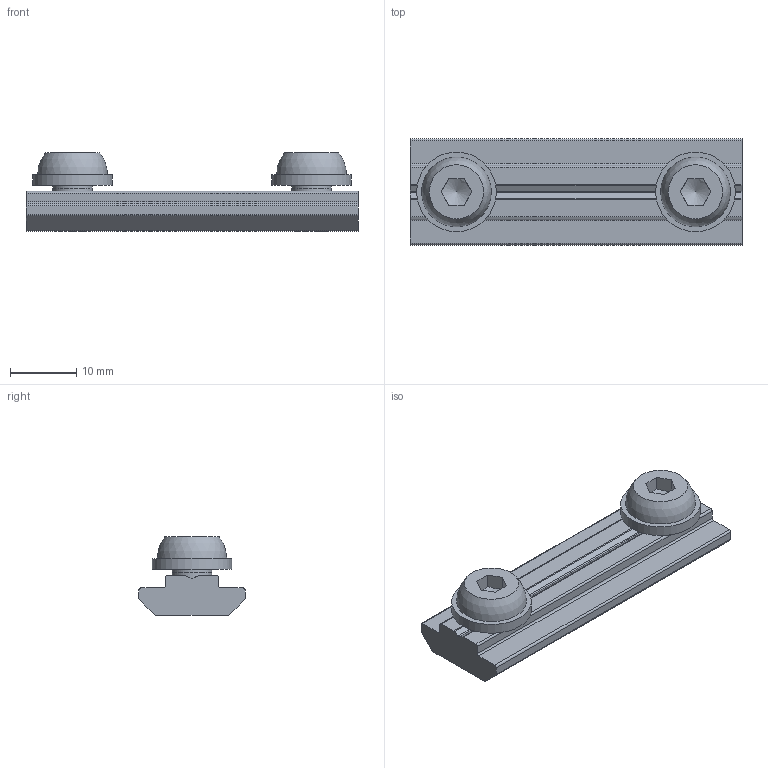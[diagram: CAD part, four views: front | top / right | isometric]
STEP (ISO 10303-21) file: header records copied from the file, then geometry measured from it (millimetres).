
FILE_DESCRIPTION(('STEP AP203'),'1');
FILE_NAME('FIXE08B1104.stp','2023-10-17T07:25:41',(' '),(' '),'Spatial InterOp 3D',' ',' ');
FILE_SCHEMA(('CONFIG_CONTROL_DESIGN'));
Length unit declared in the file: millimetre
Products named in the file (4): Ecrou 8 St double M6-50, acier zingué; Vis BHC - M6x8; Rondelle M 6; corps
Assembly tree (5 placements, depth 2):
  Ecrou 8 St double M6-50, acier zingué
    Vis BHC - M6x8  x2
    Rondelle M 6  x2
    corps
Bounding box: 50 x 16 x 11.8 mm (x, y, z)
Volume: 4620.1 mm3; surface area: 3643.5 mm2
Topology: 5 solids, 5 shells, 76 faces, 192 edges, 126 vertices
Faces by surface type: plane 41, cylinder 29, cone 4, sphere 2
Full cylindrical faces by diameter (mm): 5 x2, 6 x4, 6.4 x2, 12 x2
Entity records: 2470 total; most frequent: CARTESIAN_POINT 424, DIRECTION 302, ORIENTED_EDGE 288, EDGE_CURVE 144, AXIS2_PLACEMENT_3D 113, VERTEX_POINT 101, LINE 76, VECTOR 76
